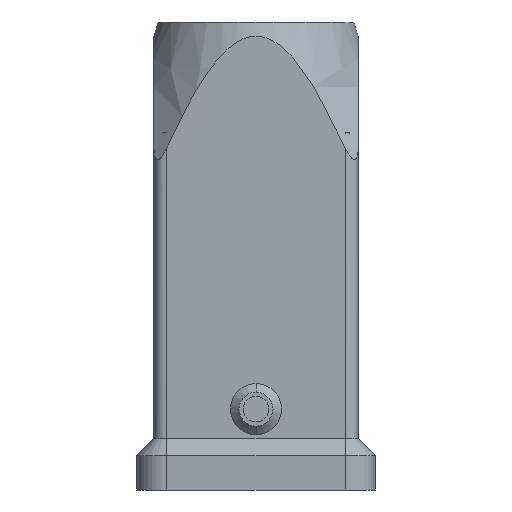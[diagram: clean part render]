
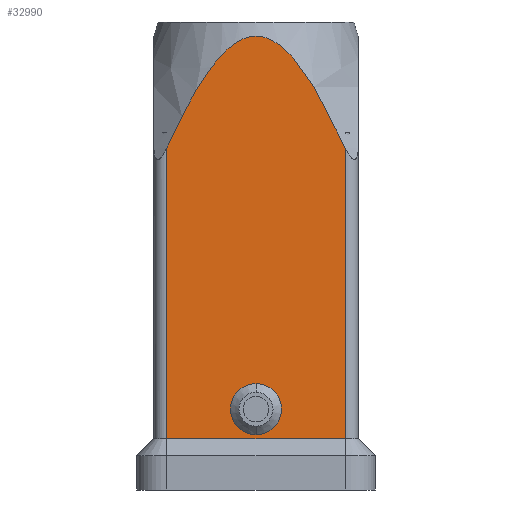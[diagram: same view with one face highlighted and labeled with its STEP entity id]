
A CAD part, front view. The second image highlights one B-rep face of the part: STEP entity #32990.
In plain terms, the highlighted planar face has unit normal (0, -1, 0).
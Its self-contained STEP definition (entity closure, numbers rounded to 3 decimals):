
#21510=CARTESIAN_POINT('',(3.,-12.,9.5));
#21520=VERTEX_POINT('',#21510);
#21620=CARTESIAN_POINT('',(-3.,-12.,9.5));
#21630=VERTEX_POINT('',#21620);
#21660=CARTESIAN_POINT('',(0.,-12.,9.5));
#21670=DIRECTION('',(-0.,-1.,-0.));
#21680=DIRECTION('',(1.,-0.,0.));
#21690=AXIS2_PLACEMENT_3D('',#21660,#21670,#21680);
#21700=CIRCLE('',#21690,3.);
#21710=EDGE_CURVE('',#21520,#21630,#21700,.T.);
#32470=CARTESIAN_POINT('',(-10.71,-12.,53.807));
#32480=DIRECTION('',(0.,-1.,0.));
#32490=DIRECTION('',(-1.,-0.,0.));
#32500=AXIS2_PLACEMENT_3D('',#32470,#32480,#32490);
#32510=PLANE('',#32500);
#32520=CARTESIAN_POINT('',(0.,-12.,53.333))
;
#32530=CARTESIAN_POINT('',(-4.509,-12.,53.333));
#32540=CARTESIAN_POINT('',(-10.5,-12.,40.183));
#32550=(BOUNDED_CURVE() B_SPLINE_CURVE(2,(#32520,#32530,#32540),
.UNSPECIFIED.,.F.,.F.) B_SPLINE_CURVE_WITH_KNOTS((3,3),(0.,1.),
.UNSPECIFIED.) CURVE() GEOMETRIC_REPRESENTATION_ITEM() 
RATIONAL_B_SPLINE_CURVE((1.229,1.229,
1.056)) REPRESENTATION_ITEM(''));
#32560=CARTESIAN_POINT('',(0.,-12.,
53.333));
#32570=VERTEX_POINT('',#32560);
#32580=CARTESIAN_POINT('',(-10.5,-12.,40.183));
#32590=VERTEX_POINT('',#32580);
#32600=EDGE_CURVE('',#32570,#32590,#32550,.T.);
#32610=ORIENTED_EDGE('',*,*,#32600,.T.);
#32620=CARTESIAN_POINT('',(10.5,-12.,40.183));
#32630=CARTESIAN_POINT('',(4.509,-12.,53.333));
#32640=CARTESIAN_POINT('',(0.,-12.,53.333))
;
#32650=(BOUNDED_CURVE() B_SPLINE_CURVE(2,(#32620,#32630,#32640),
.UNSPECIFIED.,.F.,.F.) B_SPLINE_CURVE_WITH_KNOTS((3,3),(0.,1.),
.UNSPECIFIED.) CURVE() GEOMETRIC_REPRESENTATION_ITEM() 
RATIONAL_B_SPLINE_CURVE((1.056,1.229,
1.229)) REPRESENTATION_ITEM(''));
#32660=CARTESIAN_POINT('',(10.5,-12.,40.183));
#32670=VERTEX_POINT('',#32660);
#32680=EDGE_CURVE('',#32670,#32570,#32650,.T.);
#32690=ORIENTED_EDGE('',*,*,#32680,.T.);
#32700=CARTESIAN_POINT('',(10.5,-12.,6.));
#32710=DIRECTION('',(0.,0.,1.));
#32720=VECTOR('',#32710,1.);
#32730=LINE('',#32700,#32720);
#32740=CARTESIAN_POINT('',(10.5,-12.,6.));
#32750=VERTEX_POINT('',#32740);
#32760=EDGE_CURVE('',#32750,#32670,#32730,.T.);
#32770=ORIENTED_EDGE('',*,*,#32760,.T.);
#32780=CARTESIAN_POINT('',(0.,-12.,6.));
#32790=DIRECTION('',(-1.,0.,0.));
#32800=VECTOR('',#32790,1.);
#32810=LINE('',#32780,#32800);
#32820=CARTESIAN_POINT('',(-10.5,-12.,6.));
#32830=VERTEX_POINT('',#32820);
#32840=EDGE_CURVE('',#32750,#32830,#32810,.T.);
#32850=ORIENTED_EDGE('',*,*,#32840,.F.);
#32860=CARTESIAN_POINT('',(-10.5,-12.,6.));
#32870=DIRECTION('',(0.,0.,1.));
#32880=VECTOR('',#32870,1.);
#32890=LINE('',#32860,#32880);
#32900=EDGE_CURVE('',#32830,#32590,#32890,.T.);
#32910=ORIENTED_EDGE('',*,*,#32900,.F.);
#32920=EDGE_LOOP('',(#32910,#32850,#32770,#32690,#32610));
#32930=FACE_OUTER_BOUND('',#32920,.T.);
#32940=EDGE_CURVE('',#21630,#21520,#21700,.T.);
#32950=ORIENTED_EDGE('',*,*,#32940,.F.);
#32960=ORIENTED_EDGE('',*,*,#21710,.F.);
#32970=EDGE_LOOP('',(#32960,#32950));
#32980=FACE_BOUND('',#32970,.T.);
#32990=ADVANCED_FACE('',(#32930,#32980),#32510,.T.);
